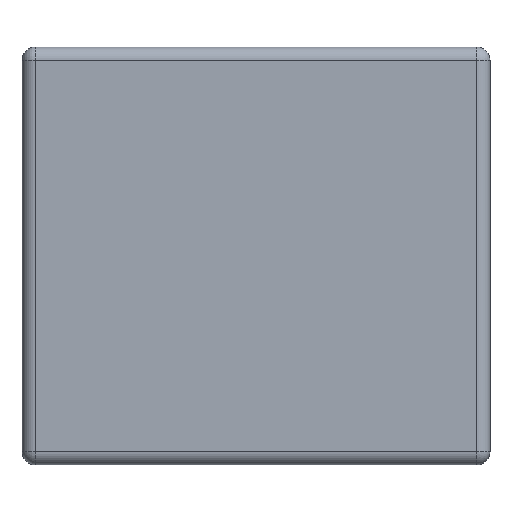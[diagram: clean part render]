
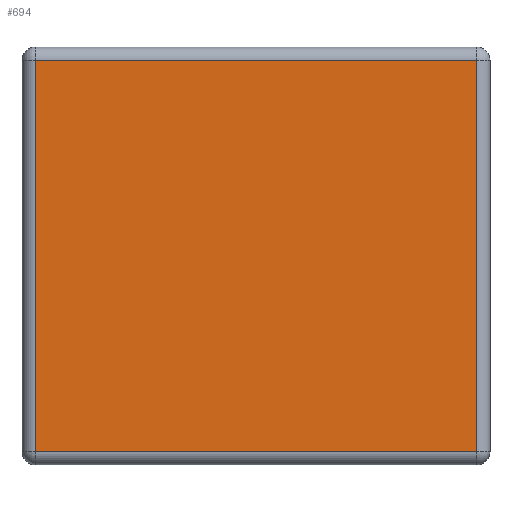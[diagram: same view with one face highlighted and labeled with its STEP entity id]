
A CAD part, left-side view. The second image highlights one B-rep face of the part: STEP entity #694.
In plain terms, the highlighted planar face has unit normal (-1, 0, 0).
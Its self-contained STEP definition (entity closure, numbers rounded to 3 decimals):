
#27 = ORIENTED_EDGE ( 'NONE', *, *, #527, .T. ) ;
#33 = AXIS2_PLACEMENT_3D ( 'NONE', #316, #725, #916 ) ;
#39 = CARTESIAN_POINT ( 'NONE',  ( -1.6, 0.08, -1.17 ) ) ;
#51 = VECTOR ( 'NONE', #144, 1000. ) ;
#101 = EDGE_CURVE ( 'NONE', #416, #438, #414, .T. ) ;
#111 = VECTOR ( 'NONE', #196, 1000. ) ;
#144 = DIRECTION ( 'NONE',  ( 0., 0., 1. ) ) ;
#196 = DIRECTION ( 'NONE',  ( 0., 0., -1. ) ) ;
#208 = VECTOR ( 'NONE', #1191, 1000. ) ;
#242 = EDGE_CURVE ( 'NONE', #272, #416, #1038, .T. ) ;
#267 = VERTEX_POINT ( 'NONE', #317 ) ;
#272 = VERTEX_POINT ( 'NONE', #39 ) ;
#311 = LINE ( 'NONE', #1118, #1213 ) ;
#316 = CARTESIAN_POINT ( 'NONE',  ( -1.6, 2.8, -1.25 ) ) ;
#317 = CARTESIAN_POINT ( 'NONE',  ( -1.6, 2.72, -1.17 ) ) ;
#380 = CARTESIAN_POINT ( 'NONE',  ( -1.6, 2.72, -1.25 ) ) ;
#414 = LINE ( 'NONE', #609, #208 ) ;
#416 = VERTEX_POINT ( 'NONE', #954 ) ;
#438 = VERTEX_POINT ( 'NONE', #985 ) ;
#456 = CARTESIAN_POINT ( 'NONE',  ( -1.6, 0.08, -1.25 ) ) ;
#483 = LINE ( 'NONE', #380, #111 ) ;
#520 = PLANE ( 'NONE',  #33 ) ;
#527 = EDGE_CURVE ( 'NONE', #267, #272, #311, .T. ) ;
#609 = CARTESIAN_POINT ( 'NONE',  ( -1.6, 2.8, 1.17 ) ) ;
#617 = ORIENTED_EDGE ( 'NONE', *, *, #101, .T. ) ;
#694 = ADVANCED_FACE ( 'NONE', ( #1051 ), #520, .F. ) ;
#721 = DIRECTION ( 'NONE',  ( 0., -1., 0. ) ) ;
#725 = DIRECTION ( 'NONE',  ( 1., 0., 0. ) ) ;
#841 = EDGE_LOOP ( 'NONE', ( #852, #27, #914, #617 ) ) ;
#852 = ORIENTED_EDGE ( 'NONE', *, *, #946, .T. ) ;
#914 = ORIENTED_EDGE ( 'NONE', *, *, #242, .T. ) ;
#916 = DIRECTION ( 'NONE',  ( 0., 0., -1. ) ) ;
#946 = EDGE_CURVE ( 'NONE', #438, #267, #483, .T. ) ;
#954 = CARTESIAN_POINT ( 'NONE',  ( -1.6, 0.08, 1.17 ) ) ;
#985 = CARTESIAN_POINT ( 'NONE',  ( -1.6, 2.72, 1.17 ) ) ;
#1038 = LINE ( 'NONE', #456, #51 ) ;
#1051 = FACE_OUTER_BOUND ( 'NONE', #841, .T. ) ;
#1118 = CARTESIAN_POINT ( 'NONE',  ( -1.6, 2.8, -1.17 ) ) ;
#1191 = DIRECTION ( 'NONE',  ( 0., 1., 0. ) ) ;
#1213 = VECTOR ( 'NONE', #721, 1000. ) ;
